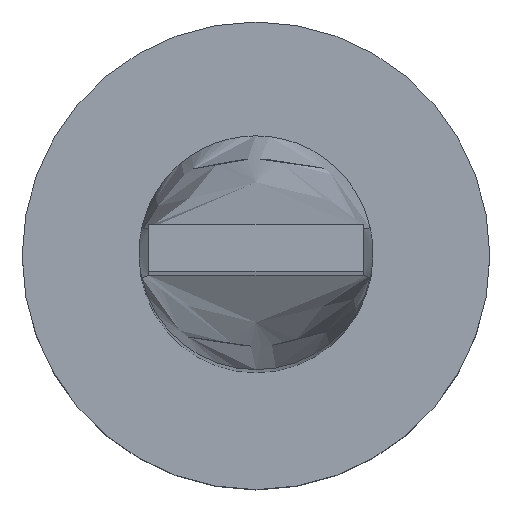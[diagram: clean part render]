
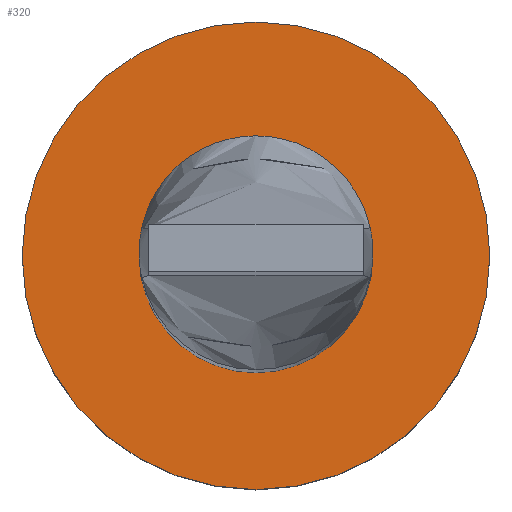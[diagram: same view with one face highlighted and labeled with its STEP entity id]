
A CAD part, top view. The second image highlights one B-rep face of the part: STEP entity #320.
In plain terms, the highlighted planar face has unit normal (0, 0, 1).
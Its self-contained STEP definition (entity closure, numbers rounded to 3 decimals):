
#11 = CIRCLE ( 'NONE', #67, 3. ) ;
#47 = DIRECTION ( 'NONE',  ( 0., 0., 1. ) ) ;
#62 = ORIENTED_EDGE ( 'NONE', *, *, #542, .T. ) ;
#67 = AXIS2_PLACEMENT_3D ( 'NONE', #263, #348, #394 ) ;
#77 = AXIS2_PLACEMENT_3D ( 'NONE', #218, #47, #90 ) ;
#90 = DIRECTION ( 'NONE',  ( 1., 0., 0. ) ) ;
#92 = VERTEX_POINT ( 'NONE', #294 ) ;
#99 = DIRECTION ( 'NONE',  ( 1., 0., 0. ) ) ;
#126 = CIRCLE ( 'NONE', #77, 6. ) ;
#143 = CIRCLE ( 'NONE', #278, 6. ) ;
#144 = PLANE ( 'NONE',  #537 ) ;
#152 = VERTEX_POINT ( 'NONE', #401 ) ;
#165 = AXIS2_PLACEMENT_3D ( 'NONE', #204, #254, #341 ) ;
#167 = ORIENTED_EDGE ( 'NONE', *, *, #412, .F. ) ;
#172 = VERTEX_POINT ( 'NONE', #435 ) ;
#199 = FACE_BOUND ( 'NONE', #465, .T. ) ;
#201 = DIRECTION ( 'NONE',  ( 0., 0., 1. ) ) ;
#203 = EDGE_CURVE ( 'NONE', #152, #172, #11, .T. ) ;
#204 = CARTESIAN_POINT ( 'NONE',  ( 0., 0., 5. ) ) ;
#218 = CARTESIAN_POINT ( 'NONE',  ( 0., 0., 5. ) ) ;
#237 = ORIENTED_EDGE ( 'NONE', *, *, #203, .F. ) ;
#238 = FACE_OUTER_BOUND ( 'NONE', #395, .T. ) ;
#243 = CARTESIAN_POINT ( 'NONE',  ( 0., 0., 5. ) ) ;
#254 = DIRECTION ( 'NONE',  ( 0., 0., 1. ) ) ;
#263 = CARTESIAN_POINT ( 'NONE',  ( 0., 0., 5. ) ) ;
#278 = AXIS2_PLACEMENT_3D ( 'NONE', #243, #201, #373 ) ;
#294 = CARTESIAN_POINT ( 'NONE',  ( 6., 0., 5. ) ) ;
#317 = CARTESIAN_POINT ( 'NONE',  ( 0., 0., 5. ) ) ;
#320 = ADVANCED_FACE ( 'NONE', ( #199, #238 ), #144, .T. ) ;
#333 = ORIENTED_EDGE ( 'NONE', *, *, #522, .T. ) ;
#341 = DIRECTION ( 'NONE',  ( 1., 0., 0. ) ) ;
#348 = DIRECTION ( 'NONE',  ( 0., 0., 1. ) ) ;
#373 = DIRECTION ( 'NONE',  ( 1., 0., 0. ) ) ;
#394 = DIRECTION ( 'NONE',  ( 1., 0., 0. ) ) ;
#395 = EDGE_LOOP ( 'NONE', ( #333, #62 ) ) ;
#401 = CARTESIAN_POINT ( 'NONE',  ( 3., 0., 5. ) ) ;
#412 = EDGE_CURVE ( 'NONE', #172, #152, #568, .T. ) ;
#425 = CARTESIAN_POINT ( 'NONE',  ( -6., 0., 5. ) ) ;
#435 = CARTESIAN_POINT ( 'NONE',  ( -3., 0., 5. ) ) ;
#462 = VERTEX_POINT ( 'NONE', #425 ) ;
#465 = EDGE_LOOP ( 'NONE', ( #167, #237 ) ) ;
#500 = DIRECTION ( 'NONE',  ( 0., 0., 1. ) ) ;
#522 = EDGE_CURVE ( 'NONE', #462, #92, #143, .T. ) ;
#537 = AXIS2_PLACEMENT_3D ( 'NONE', #317, #500, #99 ) ;
#542 = EDGE_CURVE ( 'NONE', #92, #462, #126, .T. ) ;
#568 = CIRCLE ( 'NONE', #165, 3. ) ;
